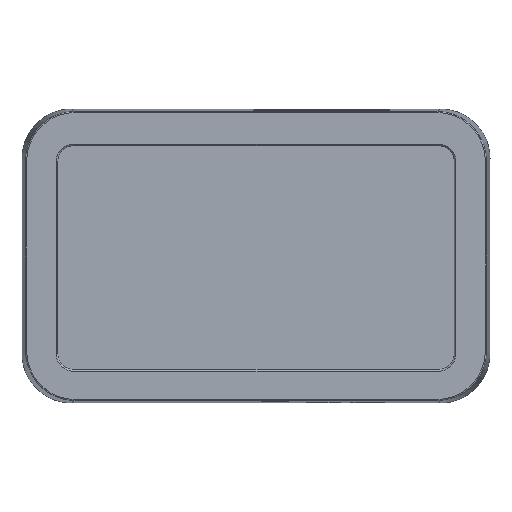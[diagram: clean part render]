
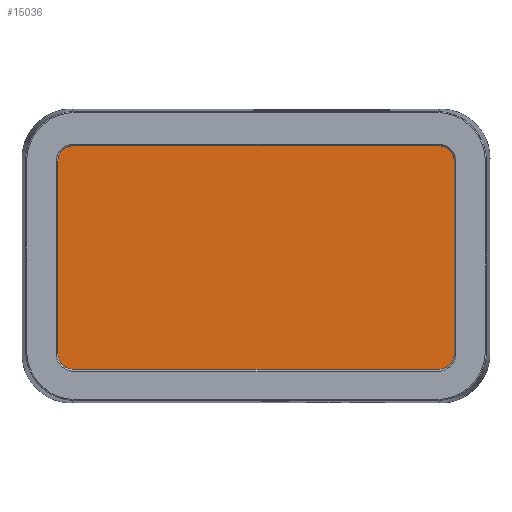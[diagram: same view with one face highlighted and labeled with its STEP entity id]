
A CAD part, front view. The second image highlights one B-rep face of the part: STEP entity #15036.
In plain terms, the highlighted planar face has unit normal (0, -1, 0).
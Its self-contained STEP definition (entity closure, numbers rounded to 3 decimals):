
#14257=DIRECTION('',(0.,0.,-1.));
#14258=VECTOR('',#14257,169.5);
#14259=CARTESIAN_POINT('',(-52.65,0.3,84.75));
#14260=LINE('',#14259,#14258);
#14269=DIRECTION('',(-1.,0.,0.));
#14270=VECTOR('',#14269,89.3);
#14271=CARTESIAN_POINT('',(44.65,0.3,92.75));
#14272=LINE('',#14271,#14270);
#14281=DIRECTION('',(0.,0.,1.));
#14282=VECTOR('',#14281,169.5);
#14283=CARTESIAN_POINT('',(52.65,0.3,-84.75));
#14284=LINE('',#14283,#14282);
#14293=DIRECTION('',(1.,0.,0.));
#14294=VECTOR('',#14293,89.3);
#14295=CARTESIAN_POINT('',(-44.65,0.3,-92.75));
#14296=LINE('',#14295,#14294);
#14305=CARTESIAN_POINT('',(44.65,0.3,84.75));
#14306=DIRECTION('',(0.,1.,0.));
#14307=DIRECTION('',(0.,0.,1.));
#14308=AXIS2_PLACEMENT_3D('',#14305,#14306,#14307);
#14310=CARTESIAN_POINT('',(44.65,0.3,-84.75));
#14311=DIRECTION('',(0.,1.,0.));
#14312=DIRECTION('',(1.,0.,0.));
#14313=AXIS2_PLACEMENT_3D('',#14310,#14311,#14312);
#14315=CARTESIAN_POINT('',(-44.65,0.3,-84.75));
#14316=DIRECTION('',(0.,1.,0.));
#14317=DIRECTION('',(0.,0.,-1.));
#14318=AXIS2_PLACEMENT_3D('',#14315,#14316,#14317);
#14320=CARTESIAN_POINT('',(-44.65,0.3,84.75));
#14321=DIRECTION('',(0.,1.,0.));
#14322=DIRECTION('',(-1.,0.,0.));
#14323=AXIS2_PLACEMENT_3D('',#14320,#14321,#14322);
#14421=CARTESIAN_POINT('',(-52.65,0.3,84.75));
#14422=VERTEX_POINT('',#14421);
#14423=CARTESIAN_POINT('',(-52.65,0.3,-84.75));
#14424=VERTEX_POINT('',#14423);
#14425=CARTESIAN_POINT('',(-44.65,0.3,92.75));
#14426=VERTEX_POINT('',#14425);
#14427=CARTESIAN_POINT('',(44.65,0.3,92.75));
#14428=VERTEX_POINT('',#14427);
#14429=CARTESIAN_POINT('',(52.65,0.3,84.75));
#14430=VERTEX_POINT('',#14429);
#14431=CARTESIAN_POINT('',(52.65,0.3,-84.75));
#14432=VERTEX_POINT('',#14431);
#14433=CARTESIAN_POINT('',(44.65,0.3,-92.75));
#14434=VERTEX_POINT('',#14433);
#14435=CARTESIAN_POINT('',(-44.65,0.3,-92.75));
#14436=VERTEX_POINT('',#14435);
#15021=CARTESIAN_POINT('',(0.,0.3,0.));
#15022=DIRECTION('',(0.,-1.,0.));
#15023=DIRECTION('',(-1.,0.,0.));
#15024=AXIS2_PLACEMENT_3D('',#15021,#15022,#15023);
#15025=PLANE('',#15024);
#15026=ORIENTED_EDGE('',*,*,#14960,.T.);
#15027=ORIENTED_EDGE('',*,*,#14974,.F.);
#15028=ORIENTED_EDGE('',*,*,#14988,.T.);
#15029=ORIENTED_EDGE('',*,*,#15002,.F.);
#15030=ORIENTED_EDGE('',*,*,#15015,.T.);
#15031=ORIENTED_EDGE('',*,*,#14917,.F.);
#15032=ORIENTED_EDGE('',*,*,#14932,.T.);
#15033=ORIENTED_EDGE('',*,*,#14946,.F.);
#15034=EDGE_LOOP('',(#15026,#15027,#15028,#15029,#15030,#15031,#15032,#15033));
#15035=FACE_OUTER_BOUND('',#15034,.F.);
#14309=CIRCLE('',#14308,8.);
#14314=CIRCLE('',#14313,8.);
#14319=CIRCLE('',#14318,8.);
#14324=CIRCLE('',#14323,8.);
#14917=EDGE_CURVE('',#14422,#14424,#14260,.T.);
#14932=EDGE_CURVE('',#14422,#14426,#14324,.T.);
#14946=EDGE_CURVE('',#14428,#14426,#14272,.T.);
#14960=EDGE_CURVE('',#14428,#14430,#14309,.T.);
#14974=EDGE_CURVE('',#14432,#14430,#14284,.T.);
#14988=EDGE_CURVE('',#14432,#14434,#14314,.T.);
#15002=EDGE_CURVE('',#14436,#14434,#14296,.T.);
#15015=EDGE_CURVE('',#14436,#14424,#14319,.T.);
#15036=ADVANCED_FACE('',(#15035),#15025,.T.);
